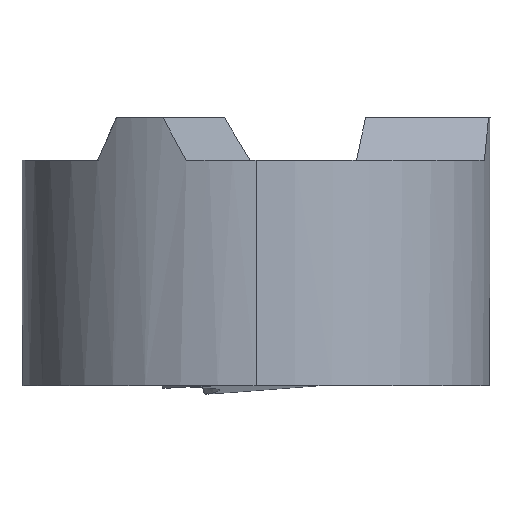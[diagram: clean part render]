
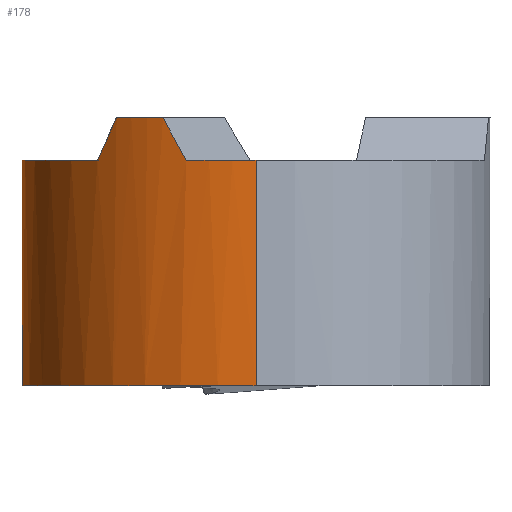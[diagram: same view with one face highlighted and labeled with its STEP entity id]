
A CAD part, left-side view. The second image highlights one B-rep face of the part: STEP entity #178.
In plain terms, the highlighted cylindrical face has radius 5.5 mm (diameter 11 mm), a partial arc.
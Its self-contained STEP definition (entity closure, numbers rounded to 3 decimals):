
#77=(
BOUNDED_CURVE()
B_SPLINE_CURVE(3,(#1768,#1769,#1770,#1771),.UNSPECIFIED.,.F.,.F.)
B_SPLINE_CURVE_WITH_KNOTS((4,4),(0.,1.),.UNSPECIFIED.)
CURVE()
GEOMETRIC_REPRESENTATION_ITEM()
RATIONAL_B_SPLINE_CURVE((1.,1.,1.,1.))
REPRESENTATION_ITEM('')
);
#79=(
BOUNDED_CURVE()
B_SPLINE_CURVE(3,(#1783,#1784,#1785,#1786),.UNSPECIFIED.,.F.,.F.)
B_SPLINE_CURVE_WITH_KNOTS((4,4),(0.,1.),.UNSPECIFIED.)
CURVE()
GEOMETRIC_REPRESENTATION_ITEM()
RATIONAL_B_SPLINE_CURVE((1.,0.999,0.999,1.))
REPRESENTATION_ITEM('')
);
#81=(
BOUNDED_CURVE()
B_SPLINE_CURVE(3,(#1792,#1793,#1794,#1795),.UNSPECIFIED.,.F.,.F.)
B_SPLINE_CURVE_WITH_KNOTS((4,4),(0.,1.),.UNSPECIFIED.)
CURVE()
GEOMETRIC_REPRESENTATION_ITEM()
RATIONAL_B_SPLINE_CURVE((1.,0.999,0.999,1.))
REPRESENTATION_ITEM('')
);
#133=CIRCLE('',#1105,5.5);
#135=CIRCLE('',#1114,5.5);
#137=CIRCLE('',#1117,5.5);
#138=CIRCLE('',#1118,5.5);
#178=ADVANCED_FACE('',(#246),#215,.T.);
#215=CYLINDRICAL_SURFACE('',#1119,5.5);
#246=FACE_OUTER_BOUND('',#302,.T.);
#302=EDGE_LOOP('',(#564,#565,#566,#567,#568,#569,#570,#571,#572));
#346=LINE('',#1621,#394);
#352=LINE('',#1688,#400);
#394=VECTOR('',#1218,1.);
#400=VECTOR('',#1236,1.);
#564=ORIENTED_EDGE('',*,*,#875,.F.);
#565=ORIENTED_EDGE('',*,*,#931,.F.);
#566=ORIENTED_EDGE('',*,*,#926,.F.);
#567=ORIENTED_EDGE('',*,*,#912,.F.);
#568=ORIENTED_EDGE('',*,*,#924,.F.);
#569=ORIENTED_EDGE('',*,*,#929,.F.);
#570=ORIENTED_EDGE('',*,*,#920,.F.);
#571=ORIENTED_EDGE('',*,*,#891,.T.);
#572=ORIENTED_EDGE('',*,*,#932,.T.);
#766=VERTEX_POINT('',#1619);
#768=VERTEX_POINT('',#1622);
#780=VERTEX_POINT('',#1687);
#781=VERTEX_POINT('',#1689);
#793=VERTEX_POINT('',#1751);
#795=VERTEX_POINT('',#1754);
#798=VERTEX_POINT('',#1772);
#800=VERTEX_POINT('',#1781);
#802=VERTEX_POINT('',#1796);
#875=EDGE_CURVE('',#766,#768,#346,.T.);
#891=EDGE_CURVE('',#781,#780,#352,.T.);
#912=EDGE_CURVE('',#793,#795,#133,.T.);
#920=EDGE_CURVE('',#781,#798,#77,.T.);
#924=EDGE_CURVE('',#800,#793,#79,.T.);
#926=EDGE_CURVE('',#795,#802,#81,.T.);
#929=EDGE_CURVE('',#798,#800,#135,.T.);
#931=EDGE_CURVE('',#802,#766,#137,.T.);
#932=EDGE_CURVE('',#780,#768,#138,.T.);
#1105=AXIS2_PLACEMENT_3D('',#1753,#1265,#1266);
#1114=AXIS2_PLACEMENT_3D('',#1804,#1292,#1293);
#1117=AXIS2_PLACEMENT_3D('',#1807,#1298,#1299);
#1118=AXIS2_PLACEMENT_3D('',#1808,#1300,#1301);
#1119=AXIS2_PLACEMENT_3D('',#1809,#1302,#1303);
#1218=DIRECTION('',(0.,0.,-1.));
#1236=DIRECTION('',(0.,0.,-1.));
#1265=DIRECTION('',(0.,0.,1.));
#1266=DIRECTION('',(1.,0.,0.));
#1292=DIRECTION('',(0.,0.,1.));
#1293=DIRECTION('',(1.,0.,0.));
#1298=DIRECTION('',(0.,0.,1.));
#1299=DIRECTION('',(1.,0.,0.));
#1300=DIRECTION('',(0.,0.,1.));
#1301=DIRECTION('',(1.,0.,0.));
#1302=DIRECTION('',(0.,0.,-1.));
#1303=DIRECTION('',(1.,0.,0.));
#1619=CARTESIAN_POINT('',(-5.5,0.,-0.1));
#1621=CARTESIAN_POINT('',(-5.5,0.,0.9));
#1622=CARTESIAN_POINT('',(-5.5,0.,-5.4));
#1687=CARTESIAN_POINT('',(4.299,3.43,-5.4));
#1688=CARTESIAN_POINT('',(4.299,3.43,0.9));
#1689=CARTESIAN_POINT('',(4.299,3.43,0.568));
#1751=CARTESIAN_POINT('',(-4.417,3.277,0.9));
#1753=CARTESIAN_POINT('',(0.,0.,0.9));
#1754=CARTESIAN_POINT('',(-5.046,2.187,0.9));
#1768=CARTESIAN_POINT('',(4.299,3.43,0.568));
#1769=CARTESIAN_POINT('',(4.218,3.532,0.344));
#1770=CARTESIAN_POINT('',(4.133,3.632,0.121));
#1771=CARTESIAN_POINT('',(4.044,3.728,-0.1));
#1772=CARTESIAN_POINT('',(4.044,3.728,-0.1));
#1781=CARTESIAN_POINT('',(-4.044,3.728,-0.1));
#1783=CARTESIAN_POINT('',(-4.044,3.728,-0.1));
#1784=CARTESIAN_POINT('',(-4.176,3.584,0.23));
#1785=CARTESIAN_POINT('',(-4.301,3.434,0.564));
#1786=CARTESIAN_POINT('',(-4.417,3.277,0.9));
#1792=CARTESIAN_POINT('',(-5.046,2.187,0.9));
#1793=CARTESIAN_POINT('',(-5.124,2.008,0.564));
#1794=CARTESIAN_POINT('',(-5.192,1.825,0.23));
#1795=CARTESIAN_POINT('',(-5.25,1.638,-0.1));
#1796=CARTESIAN_POINT('',(-5.25,1.638,-0.1));
#1804=CARTESIAN_POINT('',(0.,0.,-0.1));
#1807=CARTESIAN_POINT('',(0.,0.,-0.1));
#1808=CARTESIAN_POINT('',(0.,0.,-5.4));
#1809=CARTESIAN_POINT('',(0.,0.,0.9));
